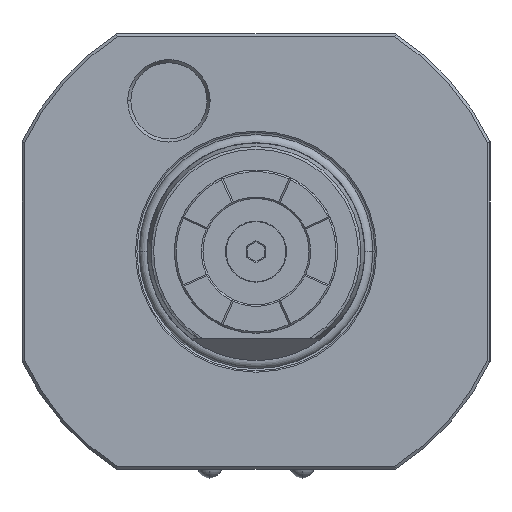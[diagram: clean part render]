
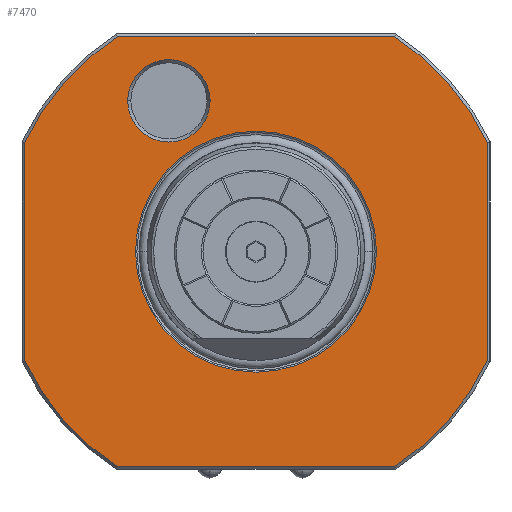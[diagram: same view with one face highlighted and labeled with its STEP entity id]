
A CAD part, left-side view. The second image highlights one B-rep face of the part: STEP entity #7470.
In plain terms, the highlighted planar face has unit normal (-1, 0, 0).
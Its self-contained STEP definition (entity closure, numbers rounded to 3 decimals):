
#230=CARTESIAN_POINT('',(-76.,0.,0.));
#231=DIRECTION('',(1.,0.,0.));
#232=DIRECTION('',(0.,-0.904,-0.427));
#233=AXIS2_PLACEMENT_3D('',#230,#231,#232);
#235=DIRECTION('',(0.,-1.,0.));
#236=VECTOR('',#235,50.942);
#237=CARTESIAN_POINT('',(-76.,25.471,-39.5));
#238=LINE('',#237,#236);
#239=CARTESIAN_POINT('',(-76.,0.,0.));
#240=DIRECTION('',(1.,0.,0.));
#241=DIRECTION('',(0.,0.542,-0.84));
#242=AXIS2_PLACEMENT_3D('',#239,#240,#241);
#244=DIRECTION('',(0.,0.,-1.));
#245=VECTOR('',#244,40.138);
#246=CARTESIAN_POINT('',(-76.,42.5,20.069));
#247=LINE('',#246,#245);
#248=CARTESIAN_POINT('',(-76.,0.,0.));
#249=DIRECTION('',(1.,0.,0.));
#250=DIRECTION('',(0.,0.904,0.427));
#251=AXIS2_PLACEMENT_3D('',#248,#249,#250);
#253=DIRECTION('',(0.,1.,0.));
#254=VECTOR('',#253,50.942);
#255=CARTESIAN_POINT('',(-76.,-25.471,39.5));
#256=LINE('',#255,#254);
#257=CARTESIAN_POINT('',(-76.,0.,0.));
#258=DIRECTION('',(1.,0.,0.));
#259=DIRECTION('',(0.,-0.542,0.84));
#260=AXIS2_PLACEMENT_3D('',#257,#258,#259);
#262=DIRECTION('',(0.,0.,1.));
#263=VECTOR('',#262,40.138);
#264=CARTESIAN_POINT('',(-76.,-42.5,
-20.069));
#265=LINE('',#264,#263);
#266=CARTESIAN_POINT('',(-76.,0.,0.));
#267=DIRECTION('',(1.,0.,0.));
#268=DIRECTION('',(0.,-1.,0.));
#269=AXIS2_PLACEMENT_3D('',#266,#267,#268);
#271=CARTESIAN_POINT('',(-76.,0.,0.));
#272=DIRECTION('',(1.,0.,0.));
#273=DIRECTION('',(0.,1.,0.));
#274=AXIS2_PLACEMENT_3D('',#271,#272,#273);
#276=CARTESIAN_POINT('',(-76.,16.,27.713));
#277=DIRECTION('',(1.,0.,0.));
#278=DIRECTION('',(0.,-1.,0.));
#279=AXIS2_PLACEMENT_3D('',#276,#277,#278);
#281=CARTESIAN_POINT('',(-76.,16.,27.713));
#282=DIRECTION('',(1.,0.,0.));
#283=DIRECTION('',(0.,1.,0.));
#284=AXIS2_PLACEMENT_3D('',#281,#282,#283);
#6526=CARTESIAN_POINT('',(-76.,-22.15,0.));
#6527=CARTESIAN_POINT('',(-76.,22.15,0.));
#6528=VERTEX_POINT('',#6526);
#6529=VERTEX_POINT('',#6527);
#6530=CARTESIAN_POINT('',(-76.,8.423,27.713));
#6531=CARTESIAN_POINT('',(-76.,23.577,27.713));
#6532=VERTEX_POINT('',#6530);
#6533=VERTEX_POINT('',#6531);
#6534=CARTESIAN_POINT('',(-76.,-42.5,-20.07));
#6535=CARTESIAN_POINT('',(-76.,-25.471,-39.5));
#6536=VERTEX_POINT('',#6534);
#6537=VERTEX_POINT('',#6535);
#6542=CARTESIAN_POINT('',(-76.,-25.471,39.5));
#6543=CARTESIAN_POINT('',(-76.,-42.5,20.07));
#6544=VERTEX_POINT('',#6542);
#6545=VERTEX_POINT('',#6543);
#6566=CARTESIAN_POINT('',(-76.,42.5,20.07));
#6567=CARTESIAN_POINT('',(-76.,25.471,39.5));
#6568=VERTEX_POINT('',#6566);
#6569=VERTEX_POINT('',#6567);
#6574=CARTESIAN_POINT('',(-76.,25.471,-39.5));
#6575=CARTESIAN_POINT('',(-76.,42.5,-20.07));
#6576=VERTEX_POINT('',#6574);
#6577=VERTEX_POINT('',#6575);
#7436=CARTESIAN_POINT('',(-76.,0.,0.));
#7437=DIRECTION('',(-1.,0.,0.));
#7438=DIRECTION('',(0.,1.,0.));
#7439=AXIS2_PLACEMENT_3D('',#7436,#7437,#7438);
#7440=PLANE('',#7439);
#7442=ORIENTED_EDGE('',*,*,#7441,.T.);
#7444=ORIENTED_EDGE('',*,*,#7443,.F.);
#7446=ORIENTED_EDGE('',*,*,#7445,.T.);
#7448=ORIENTED_EDGE('',*,*,#7447,.F.);
#7450=ORIENTED_EDGE('',*,*,#7449,.T.);
#7452=ORIENTED_EDGE('',*,*,#7451,.F.);
#7453=ORIENTED_EDGE('',*,*,#7426,.T.);
#7455=ORIENTED_EDGE('',*,*,#7454,.F.);
#7456=EDGE_LOOP('',(#7442,#7444,#7446,#7448,#7450,#7452,#7453,#7455));
#7457=FACE_OUTER_BOUND('',#7456,.F.);
#7459=ORIENTED_EDGE('',*,*,#7458,.F.);
#7461=ORIENTED_EDGE('',*,*,#7460,.F.);
#7462=EDGE_LOOP('',(#7459,#7461));
#7463=FACE_BOUND('',#7462,.F.);
#7465=ORIENTED_EDGE('',*,*,#7464,.F.);
#7467=ORIENTED_EDGE('',*,*,#7466,.F.);
#7468=EDGE_LOOP('',(#7465,#7467));
#7469=FACE_BOUND('',#7468,.F.);
#234=CIRCLE('',#233,47.001);
#243=CIRCLE('',#242,47.001);
#252=CIRCLE('',#251,47.001);
#261=CIRCLE('',#260,47.001);
#270=CIRCLE('',#269,22.15);
#275=CIRCLE('',#274,22.15);
#280=CIRCLE('',#279,7.577);
#285=CIRCLE('',#284,7.577);
#7426=EDGE_CURVE('',#6544,#6545,#261,.T.);
#7441=EDGE_CURVE('',#6536,#6537,#234,.T.);
#7443=EDGE_CURVE('',#6576,#6537,#238,.T.);
#7445=EDGE_CURVE('',#6576,#6577,#243,.T.);
#7447=EDGE_CURVE('',#6568,#6577,#247,.T.);
#7449=EDGE_CURVE('',#6568,#6569,#252,.T.);
#7451=EDGE_CURVE('',#6544,#6569,#256,.T.);
#7454=EDGE_CURVE('',#6536,#6545,#265,.T.);
#7458=EDGE_CURVE('',#6528,#6529,#270,.T.);
#7460=EDGE_CURVE('',#6529,#6528,#275,.T.);
#7464=EDGE_CURVE('',#6532,#6533,#280,.T.);
#7466=EDGE_CURVE('',#6533,#6532,#285,.T.);
#7470=ADVANCED_FACE('',(#7457,#7463,#7469),#7440,.T.);
